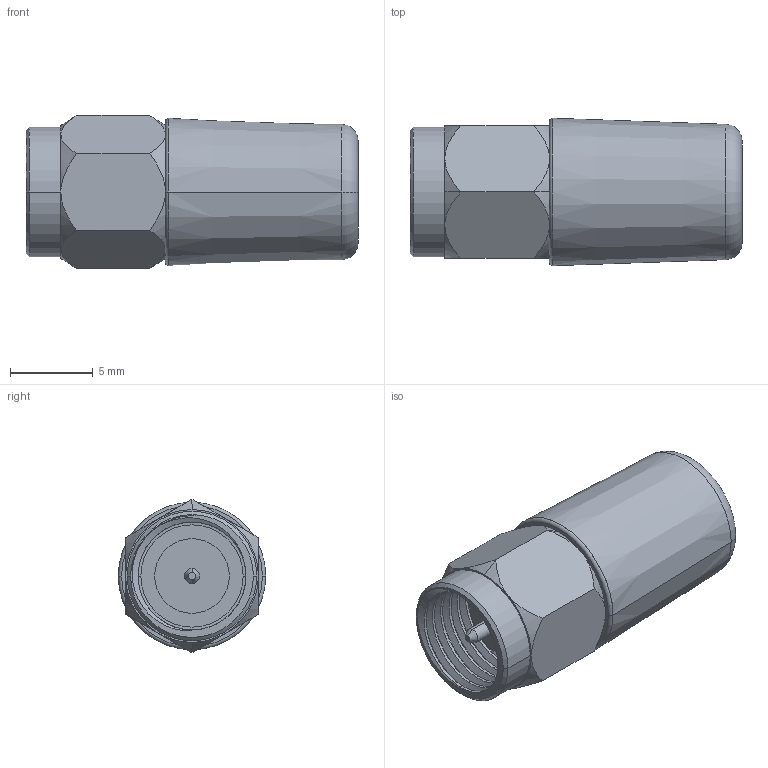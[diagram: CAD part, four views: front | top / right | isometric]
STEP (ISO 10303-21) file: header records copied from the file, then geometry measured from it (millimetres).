
FILE_DESCRIPTION (( 'STEP AP214' ), '1' );
FILE_NAME ('TI.83.A111_Web.stp', '2025-11-04T01:08:08', ( '' ), ( '' ), 'SwSTEP 2.0', 'SolidWorks 2024', '' );
FILE_SCHEMA (( 'AUTOMOTIVE_DESIGN' ));
Length unit declared in the file: millimetre
Products named in the file (1): TI.83.A111_Web
Bounding box: 20 x 8.89 x 9.24 mm (x, y, z)
Surface area: 726.4 mm2 (no closed solid volume)
Topology: 0 solids, 2 shells, 61 faces, 148 edges, 92 vertices
Faces by surface type: cone 22, cylinder 19, plane 12, torus 6, bspline 2
Entity records: 4432 total; most frequent: CARTESIAN_POINT 2463, ORIENTED_EDGE 268, DIRECTION 251, EDGE_CURVE 148, AXIS2_PLACEMENT_3D 108, VERTEX_POINT 92, EDGE_LOOP 65, UNCERTAINTY_MEASURE_WITH_UNIT 62
